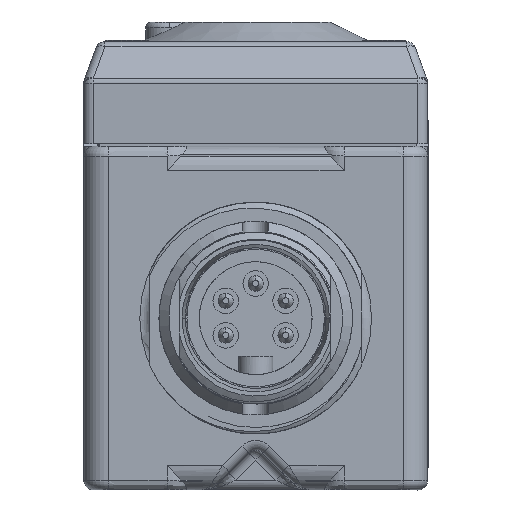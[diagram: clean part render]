
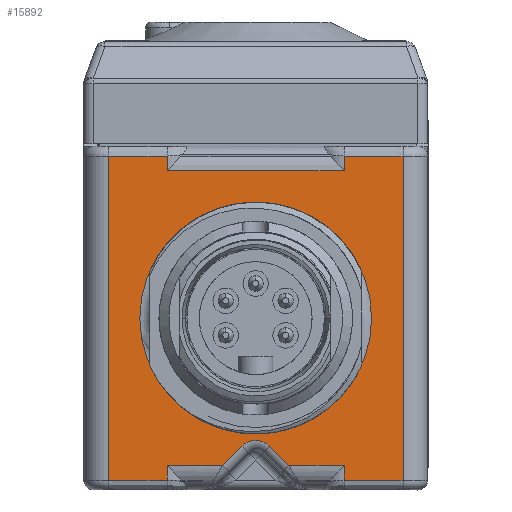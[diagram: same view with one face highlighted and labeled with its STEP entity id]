
A CAD part, front view. The second image highlights one B-rep face of the part: STEP entity #15892.
In plain terms, the highlighted planar face has unit normal (0, -1, 0).
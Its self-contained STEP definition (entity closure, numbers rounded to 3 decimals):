
#1=CARTESIAN_POINT('',(-19.045,-59.44,20.955));
#2=CARTESIAN_POINT('',(-18.521,-59.44,20.955));
#3=CARTESIAN_POINT('',(-17.509,-59.44,20.955));
#4=CARTESIAN_POINT('',(-16.1,-59.44,20.955));
#5=CARTESIAN_POINT('',(-14.789,-59.44,20.955));
#6=CARTESIAN_POINT('',(-13.573,-59.44,20.955));
#7=CARTESIAN_POINT('',(-12.448,-59.44,20.956));
#8=CARTESIAN_POINT('',(-11.759,-59.44,20.953));
#9=CARTESIAN_POINT('',(-11.43,-59.44,20.955));
#11=DIRECTION('',(0.,0.,-1.));
#12=VECTOR('',#11,1.91);
#13=CARTESIAN_POINT('',(-11.43,-59.44,20.955));
#14=LINE('',#13,#12);
#15=DIRECTION('',(0.,0.,-1.));
#16=VECTOR('',#15,1.91);
#17=CARTESIAN_POINT('',(11.43,-59.44,20.955));
#18=LINE('',#17,#16);
#19=CARTESIAN_POINT('',(11.43,-59.44,20.955));
#20=CARTESIAN_POINT('',(11.759,-59.44,20.953));
#21=CARTESIAN_POINT('',(12.448,-59.44,20.956));
#22=CARTESIAN_POINT('',(13.574,-59.44,20.955));
#23=CARTESIAN_POINT('',(14.79,-59.44,20.955));
#24=CARTESIAN_POINT('',(16.1,-59.44,20.955));
#25=CARTESIAN_POINT('',(17.509,-59.44,20.955));
#26=CARTESIAN_POINT('',(18.521,-59.44,20.955));
#27=CARTESIAN_POINT('',(19.045,-59.44,20.955));
#29=CARTESIAN_POINT('',(19.045,-59.44,-20.955));
#30=CARTESIAN_POINT('',(18.521,-59.44,-20.955));
#31=CARTESIAN_POINT('',(17.509,-59.44,-20.955));
#32=CARTESIAN_POINT('',(16.1,-59.44,-20.955));
#33=CARTESIAN_POINT('',(14.79,-59.44,-20.955));
#34=CARTESIAN_POINT('',(13.574,-59.44,-20.955));
#35=CARTESIAN_POINT('',(12.447,-59.44,-20.956));
#36=CARTESIAN_POINT('',(11.759,-59.44,-20.953));
#37=CARTESIAN_POINT('',(11.43,-59.44,-20.955));
#39=DIRECTION('',(0.,0.,-1.));
#40=VECTOR('',#39,1.91);
#41=CARTESIAN_POINT('',(11.43,-59.44,-19.045));
#42=LINE('',#41,#40);
#43=DIRECTION('',(0.,0.,-1.));
#44=VECTOR('',#43,1.91);
#45=CARTESIAN_POINT('',(-11.43,-59.44,-19.045));
#46=LINE('',#45,#44);
#47=CARTESIAN_POINT('',(-11.43,-59.44,-20.955));
#48=CARTESIAN_POINT('',(-11.759,-59.44,-20.953));
#49=CARTESIAN_POINT('',(-12.448,-59.44,-20.956));
#50=CARTESIAN_POINT('',(-13.573,-59.44,-20.955));
#51=CARTESIAN_POINT('',(-14.789,-59.44,-20.955));
#52=CARTESIAN_POINT('',(-16.1,-59.44,-20.955));
#53=CARTESIAN_POINT('',(-17.509,-59.44,-20.955));
#54=CARTESIAN_POINT('',(-18.521,-59.44,-20.955));
#55=CARTESIAN_POINT('',(-19.045,-59.44,-20.955));
#57=DIRECTION('',(0.,0.,1.));
#58=VECTOR('',#57,41.91);
#59=CARTESIAN_POINT('',(-19.045,-59.44,-20.955));
#60=LINE('',#59,#58);
#61=CARTESIAN_POINT('',(0.,-59.44,0.));
#62=DIRECTION('',(0.,-1.,0.));
#63=DIRECTION('',(0.,0.,-1.));
#64=AXIS2_PLACEMENT_3D('',#61,#62,#63);
#66=CARTESIAN_POINT('',(0.,-59.44,0.));
#67=DIRECTION('',(0.,-1.,0.));
#68=DIRECTION('',(0.,0.,1.));
#69=AXIS2_PLACEMENT_3D('',#66,#67,#68);
#5282=DIRECTION('',(1.,0.,0.));
#5283=VECTOR('',#5282,7.142);
#5284=CARTESIAN_POINT('',(-11.43,-59.44,-19.045));
#5285=LINE('',#5284,#5283);
#5321=CARTESIAN_POINT('',(-4.288,-59.44,-19.045));
#5390=CARTESIAN_POINT('',(0.,-59.44,-18.349));
#5391=DIRECTION('',(0.,1.,0.));
#5392=DIRECTION('',(-0.707,0.,0.707));
#5393=AXIS2_PLACEMENT_3D('',#5390,#5391,#5392);
#5395=DIRECTION('',(0.707,0.,0.707));
#5396=VECTOR('',#5395,3.525);
#5397=CARTESIAN_POINT('',(-4.288,-59.44,-19.045));
#5398=LINE('',#5397,#5396);
#5408=DIRECTION('',(-0.707,0.,0.707));
#5409=VECTOR('',#5408,3.525);
#5410=CARTESIAN_POINT('',(4.288,-59.44,-19.045));
#5411=LINE('',#5410,#5409);
#5572=DIRECTION('',(1.,0.,0.));
#5573=VECTOR('',#5572,7.142);
#5574=CARTESIAN_POINT('',(4.288,-59.44,-19.045));
#5575=LINE('',#5574,#5573);
#5681=DIRECTION('',(0.,0.,1.));
#5682=VECTOR('',#5681,41.91);
#5683=CARTESIAN_POINT('',(19.045,-59.44,-20.955));
#5684=LINE('',#5683,#5682);
#5963=DIRECTION('',(-1.,0.,0.));
#5964=VECTOR('',#5963,22.86);
#5965=CARTESIAN_POINT('',(11.43,-59.44,19.045));
#5966=LINE('',#5965,#5964);
#13868=CARTESIAN_POINT('',(0.,-59.44,-14.985));
#13869=CARTESIAN_POINT('',(0.,-59.44,14.985));
#13870=VERTEX_POINT('',#13868);
#13871=VERTEX_POINT('',#13869);
#13900=VERTEX_POINT('',#5321);
#13901=CARTESIAN_POINT('',(-1.796,-59.44,-16.553));
#13902=VERTEX_POINT('',#13901);
#13907=CARTESIAN_POINT('',(1.796,-59.44,-16.553));
#13908=VERTEX_POINT('',#13907);
#13909=CARTESIAN_POINT('',(4.288,-59.44,-19.045));
#13910=VERTEX_POINT('',#13909);
#14019=CARTESIAN_POINT('',(19.045,-59.44,20.955));
#14020=VERTEX_POINT('',#14019);
#14023=VERTEX_POINT('',#1);
#14024=VERTEX_POINT('',#9);
#14026=VERTEX_POINT('',#19);
#14039=CARTESIAN_POINT('',(-19.045,-59.44,-20.955));
#14040=VERTEX_POINT('',#14039);
#14043=VERTEX_POINT('',#29);
#14044=VERTEX_POINT('',#37);
#14046=VERTEX_POINT('',#47);
#14053=CARTESIAN_POINT('',(-11.43,-59.44,19.045));
#14054=VERTEX_POINT('',#14053);
#14121=CARTESIAN_POINT('',(11.43,-59.44,19.045));
#14122=VERTEX_POINT('',#14121);
#14125=CARTESIAN_POINT('',(-11.43,-59.44,-19.045));
#14126=VERTEX_POINT('',#14125);
#14127=CARTESIAN_POINT('',(11.43,-59.44,-19.045));
#14128=VERTEX_POINT('',#14127);
#15847=CARTESIAN_POINT('',(0.,-59.44,0.));
#15848=DIRECTION('',(0.,1.,0.));
#15849=DIRECTION('',(1.,0.,0.));
#15850=AXIS2_PLACEMENT_3D('',#15847,#15848,#15849);
#15851=PLANE('',#15850);
#15853=ORIENTED_EDGE('',*,*,#15852,.T.);
#15855=ORIENTED_EDGE('',*,*,#15854,.T.);
#15857=ORIENTED_EDGE('',*,*,#15856,.F.);
#15859=ORIENTED_EDGE('',*,*,#15858,.F.);
#15861=ORIENTED_EDGE('',*,*,#15860,.T.);
#15863=ORIENTED_EDGE('',*,*,#15862,.F.);
#15865=ORIENTED_EDGE('',*,*,#15864,.T.);
#15867=ORIENTED_EDGE('',*,*,#15866,.F.);
#15869=ORIENTED_EDGE('',*,*,#15868,.F.);
#15871=ORIENTED_EDGE('',*,*,#15870,.T.);
#15873=ORIENTED_EDGE('',*,*,#15872,.F.);
#15875=ORIENTED_EDGE('',*,*,#15874,.F.);
#15877=ORIENTED_EDGE('',*,*,#15876,.F.);
#15879=ORIENTED_EDGE('',*,*,#15878,.T.);
#15881=ORIENTED_EDGE('',*,*,#15880,.T.);
#15883=ORIENTED_EDGE('',*,*,#15882,.T.);
#15884=EDGE_LOOP('',(#15853,#15855,#15857,#15859,#15861,#15863,#15865,#15867,
#15869,#15871,#15873,#15875,#15877,#15879,#15881,#15883));
#15885=FACE_OUTER_BOUND('',#15884,.F.);
#15887=ORIENTED_EDGE('',*,*,#15886,.T.);
#15889=ORIENTED_EDGE('',*,*,#15888,.T.);
#15890=EDGE_LOOP('',(#15887,#15889));
#15891=FACE_BOUND('',#15890,.F.);
#15892=ADVANCED_FACE('',(#15885,#15891),#15851,.F.);
#10=B_SPLINE_CURVE_WITH_KNOTS('',3,(#1,#2,#3,#4,#5,#6,#7,#8,#9),.UNSPECIFIED.,
.F.,.F.,(4,1,1,1,1,1,4),(0.,0.167,0.333,0.5,
0.667,0.833,1.),.UNSPECIFIED.);
#28=B_SPLINE_CURVE_WITH_KNOTS('',3,(#19,#20,#21,#22,#23,#24,#25,#26,#27),
.UNSPECIFIED.,.F.,.F.,(4,1,1,1,1,1,4),(0.,0.167,0.333,
0.5,0.667,0.833,1.),.UNSPECIFIED.);
#38=B_SPLINE_CURVE_WITH_KNOTS('',3,(#29,#30,#31,#32,#33,#34,#35,#36,#37),
.UNSPECIFIED.,.F.,.F.,(4,1,1,1,1,1,4),(0.,0.167,0.333,
0.5,0.667,0.833,1.),.UNSPECIFIED.);
#56=B_SPLINE_CURVE_WITH_KNOTS('',3,(#47,#48,#49,#50,#51,#52,#53,#54,#55),
.UNSPECIFIED.,.F.,.F.,(4,1,1,1,1,1,4),(0.,0.167,0.333,
0.5,0.667,0.833,1.),.UNSPECIFIED.);
#65=CIRCLE('',#64,14.985);
#70=CIRCLE('',#69,14.985);
#5394=CIRCLE('',#5393,2.54);
#15852=EDGE_CURVE('',#14023,#14024,#10,.T.);
#15854=EDGE_CURVE('',#14024,#14054,#14,.T.);
#15856=EDGE_CURVE('',#14122,#14054,#5966,.T.);
#15858=EDGE_CURVE('',#14026,#14122,#18,.T.);
#15860=EDGE_CURVE('',#14026,#14020,#28,.T.);
#15862=EDGE_CURVE('',#14043,#14020,#5684,.T.);
#15864=EDGE_CURVE('',#14043,#14044,#38,.T.);
#15866=EDGE_CURVE('',#14128,#14044,#42,.T.);
#15868=EDGE_CURVE('',#13910,#14128,#5575,.T.);
#15870=EDGE_CURVE('',#13910,#13908,#5411,.T.);
#15872=EDGE_CURVE('',#13902,#13908,#5394,.T.);
#15874=EDGE_CURVE('',#13900,#13902,#5398,.T.);
#15876=EDGE_CURVE('',#14126,#13900,#5285,.T.);
#15878=EDGE_CURVE('',#14126,#14046,#46,.T.);
#15880=EDGE_CURVE('',#14046,#14040,#56,.T.);
#15882=EDGE_CURVE('',#14040,#14023,#60,.T.);
#15886=EDGE_CURVE('',#13870,#13871,#65,.T.);
#15888=EDGE_CURVE('',#13871,#13870,#70,.T.);
